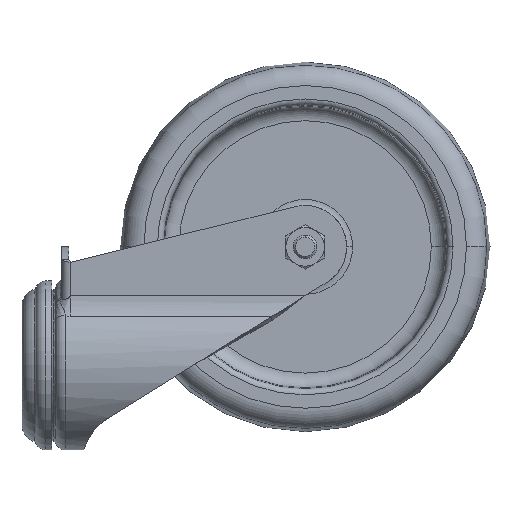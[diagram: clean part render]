
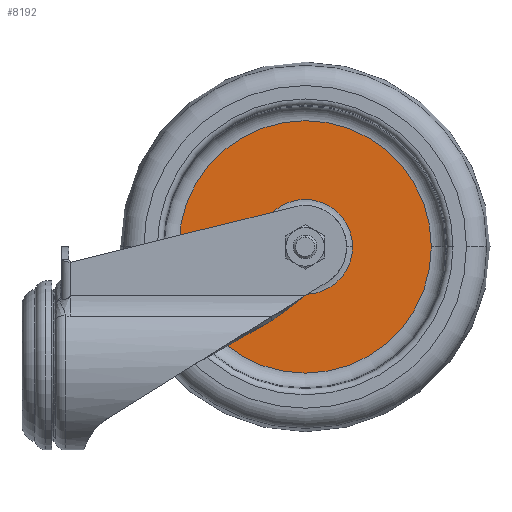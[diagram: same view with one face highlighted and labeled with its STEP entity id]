
A CAD part, left-side view. The second image highlights one B-rep face of the part: STEP entity #8192.
In plain terms, the highlighted planar face has unit normal (-1, 0, 0).
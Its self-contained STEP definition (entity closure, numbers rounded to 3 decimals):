
#1095 = EDGE_CURVE ( 'NONE', #52425, #52420, #44693, .T. ) ;
#1104 = EDGE_CURVE ( 'NONE', #52417, #52416, #44682, .T. ) ;
#1286 = EDGE_CURVE ( 'NONE', #52416, #52417, #44443, .T. ) ;
#1294 = EDGE_CURVE ( 'NONE', #52420, #52425, #44435, .T. ) ;
#2310 = AXIS2_PLACEMENT_3D ( 'NONE', #29372, #29378, #29379 ) ;
#2312 = AXIS2_PLACEMENT_3D ( 'NONE', #29344, #29345, #29346 ) ;
#2335 = AXIS2_PLACEMENT_3D ( 'NONE', #7390, #7408, #7409 ) ;
#2352 = AXIS2_PLACEMENT_3D ( 'NONE', #7425, #7432, #7433 ) ;
#7390 = CARTESIAN_POINT ( 'NONE',  ( -3., 0., 0. ) ) ;
#7408 = DIRECTION ( 'NONE',  ( -1., 0., 0. ) ) ;
#7409 = DIRECTION ( 'NONE',  ( 0., 0., 1. ) ) ;
#7425 = CARTESIAN_POINT ( 'NONE',  ( -3., 0., 0. ) ) ;
#7432 = DIRECTION ( 'NONE',  ( -1., 0., 0. ) ) ;
#7433 = DIRECTION ( 'NONE',  ( 0., 0., 1. ) ) ;
#8192 = ADVANCED_FACE ( 'NONE', ( #36010, #35869 ), #47482, .F. ) ;
#11305 = ORIENTED_EDGE ( 'NONE', *, *, #1104, .T. ) ;
#11307 = ORIENTED_EDGE ( 'NONE', *, *, #1095, .F. ) ;
#11648 = ORIENTED_EDGE ( 'NONE', *, *, #1286, .T. ) ;
#11649 = ORIENTED_EDGE ( 'NONE', *, *, #1294, .F. ) ;
#19729 = CARTESIAN_POINT ( 'NONE',  ( -3., 0., 42.574 ) ) ;
#19730 = CARTESIAN_POINT ( 'NONE',  ( -3., 0., -42.574 ) ) ;
#19736 = CARTESIAN_POINT ( 'NONE',  ( -3., 0., 16.005 ) ) ;
#19745 = CARTESIAN_POINT ( 'NONE',  ( -3., 0., -16.005 ) ) ;
#29344 = CARTESIAN_POINT ( 'NONE',  ( -3., 0., 0. ) ) ;
#29345 = DIRECTION ( 'NONE',  ( -1., 0., 0. ) ) ;
#29346 = DIRECTION ( 'NONE',  ( 0., 0., 1. ) ) ;
#29372 = CARTESIAN_POINT ( 'NONE',  ( -3., 0., 0. ) ) ;
#29378 = DIRECTION ( 'NONE',  ( -1., 0., 0. ) ) ;
#29379 = DIRECTION ( 'NONE',  ( 0., 0., 1. ) ) ;
#35869 = FACE_OUTER_BOUND ( 'NONE', #49416, .T. ) ;
#36010 = FACE_BOUND ( 'NONE', #49413, .T. ) ;
#44435 = CIRCLE ( 'NONE', #2352, 16.005 ) ;
#44443 = CIRCLE ( 'NONE', #2335, 42.574 ) ;
#44682 = CIRCLE ( 'NONE', #2310, 42.574 ) ;
#44693 = CIRCLE ( 'NONE', #2312, 16.005 ) ;
#47481 = CARTESIAN_POINT ( 'NONE',  ( -3., 42.574, 0. ) ) ;
#47482 = PLANE ( 'NONE',  #49935 ) ;
#47490 = DIRECTION ( 'NONE',  ( 1., 0., 0. ) ) ;
#47491 = DIRECTION ( 'NONE',  ( 0., 0., -1. ) ) ;
#49413 = EDGE_LOOP ( 'NONE', ( #11649, #11307 ) ) ;
#49416 = EDGE_LOOP ( 'NONE', ( #11648, #11305 ) ) ;
#49935 = AXIS2_PLACEMENT_3D ( 'NONE', #47481, #47490, #47491 ) ;
#52416 = VERTEX_POINT ( 'NONE', #19729 ) ;
#52417 = VERTEX_POINT ( 'NONE', #19730 ) ;
#52420 = VERTEX_POINT ( 'NONE', #19736 ) ;
#52425 = VERTEX_POINT ( 'NONE', #19745 ) ;
